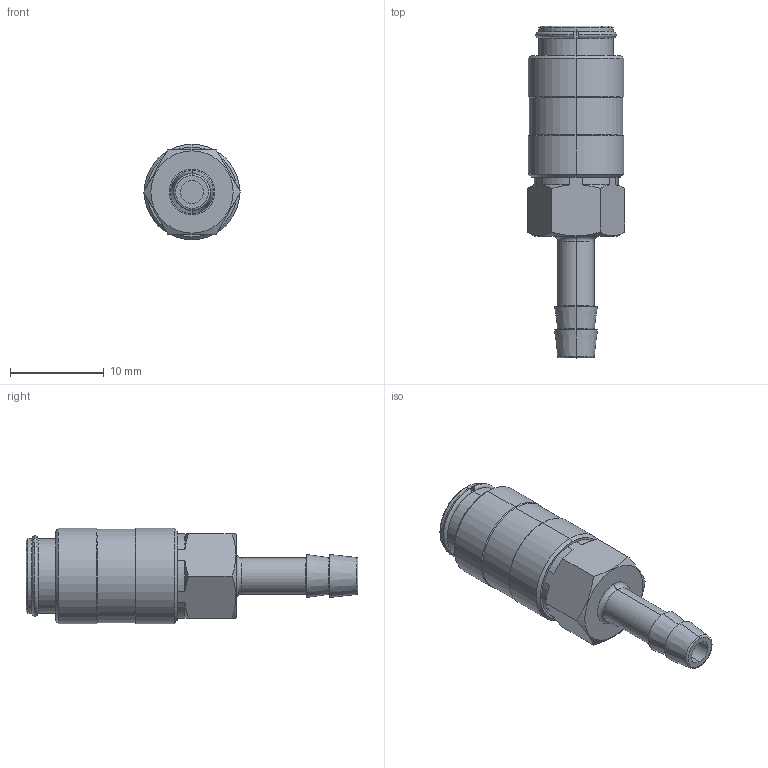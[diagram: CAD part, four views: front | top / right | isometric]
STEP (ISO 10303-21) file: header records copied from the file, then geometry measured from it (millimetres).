
FILE_DESCRIPTION (( 'STEP AP203' ), '1' );
FILE_NAME ('07200330.STEP', '2011-07-19T09:25:55', ( 'SP' ), ( 'sopra-pneumatic' ), 'SwSTEP 2.0', 'SolidWorks 2011', '' );
FILE_SCHEMA (( 'CONFIG_CONTROL_DESIGN' ));
Length unit declared in the file: millimetre
Products named in the file (1): 07200330
Bounding box: 10.39 x 35.5 x 10.2 mm (x, y, z)
Volume: 1506.4 mm3; surface area: 1366.2 mm2
Topology: 2 solids, 2 shells, 79 faces, 172 edges, 106 vertices
Faces by surface type: cylinder 24, cone 24, plane 19, torus 12
Entity records: 2333 total; most frequent: CARTESIAN_POINT 498, DIRECTION 396, ORIENTED_EDGE 344, EDGE_CURVE 172, AXIS2_PLACEMENT_3D 168, VERTEX_POINT 106, CIRCLE 88, EDGE_LOOP 88
